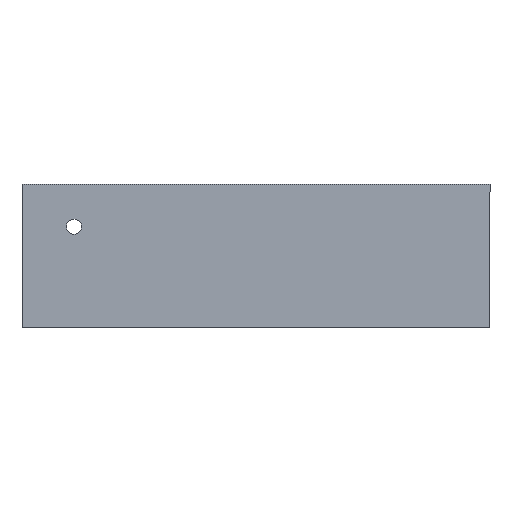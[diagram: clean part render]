
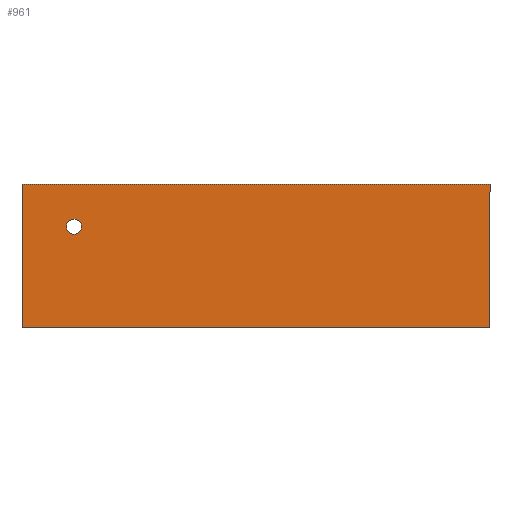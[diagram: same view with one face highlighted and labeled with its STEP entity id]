
A CAD part, front view. The second image highlights one B-rep face of the part: STEP entity #961.
In plain terms, the highlighted planar face has unit normal (0, -1, 0).
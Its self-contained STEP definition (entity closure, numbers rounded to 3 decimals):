
#68=FACE_BOUND('',#186,.T.);
#89=PLANE('',#1051);
#129=FACE_OUTER_BOUND('',#185,.T.);
#185=EDGE_LOOP('',(#757,#758,#759,#760));
#186=EDGE_LOOP('',(#761));
#252=LINE('',#1427,#348);
#260=LINE('',#1450,#356);
#272=LINE('',#1481,#368);
#274=LINE('',#1484,#370);
#348=VECTOR('',#1157,10.);
#356=VECTOR('',#1175,10.);
#368=VECTOR('',#1205,10.);
#370=VECTOR('',#1209,10.);
#427=CIRCLE('',#1022,1.4);
#460=VERTEX_POINT('',#1371);
#481=VERTEX_POINT('',#1424);
#482=VERTEX_POINT('',#1426);
#491=VERTEX_POINT('',#1447);
#492=VERTEX_POINT('',#1449);
#547=EDGE_CURVE('',#460,#460,#427,.T.);
#572=EDGE_CURVE('',#482,#481,#252,.T.);
#584=EDGE_CURVE('',#492,#491,#260,.T.);
#600=EDGE_CURVE('',#481,#492,#272,.T.);
#602=EDGE_CURVE('',#491,#482,#274,.T.);
#757=ORIENTED_EDGE('',*,*,#584,.T.);
#758=ORIENTED_EDGE('',*,*,#602,.T.);
#759=ORIENTED_EDGE('',*,*,#572,.T.);
#760=ORIENTED_EDGE('',*,*,#600,.T.);
#761=ORIENTED_EDGE('',*,*,#547,.T.);
#961=ADVANCED_FACE('',(#129,#68),#89,.F.);
#1022=AXIS2_PLACEMENT_3D('',#1373,#1110,#1111);
#1051=AXIS2_PLACEMENT_3D('',#1483,#1207,#1208);
#1110=DIRECTION('center_axis',(0.,1.,0.));
#1111=DIRECTION('ref_axis',(-1.,0.,0.));
#1157=DIRECTION('',(-1.,0.,0.));
#1175=DIRECTION('',(1.,0.,0.));
#1205=DIRECTION('',(0.,0.,-1.));
#1207=DIRECTION('center_axis',(0.,1.,0.));
#1208=DIRECTION('ref_axis',(0.,0.,1.));
#1209=DIRECTION('',(0.,0.,1.));
#1371=CARTESIAN_POINT('',(-14.447,0.,-3.9));
#1373=CARTESIAN_POINT('Origin',(-15.847,0.,-3.9));
#1424=CARTESIAN_POINT('',(-25.465,0.,3.9));
#1426=CARTESIAN_POINT('',(61.225,0.,3.9));
#1427=CARTESIAN_POINT('',(61.225,0.,3.9));
#1447=CARTESIAN_POINT('',(61.225,0.,-22.6));
#1449=CARTESIAN_POINT('',(-25.465,0.,-22.6));
#1450=CARTESIAN_POINT('',(14.957,0.,-22.6));
#1481=CARTESIAN_POINT('',(-25.465,0.,3.9));
#1483=CARTESIAN_POINT('Origin',(12.035,0.,-11.875));
#1484=CARTESIAN_POINT('',(61.225,0.,-6.525));
